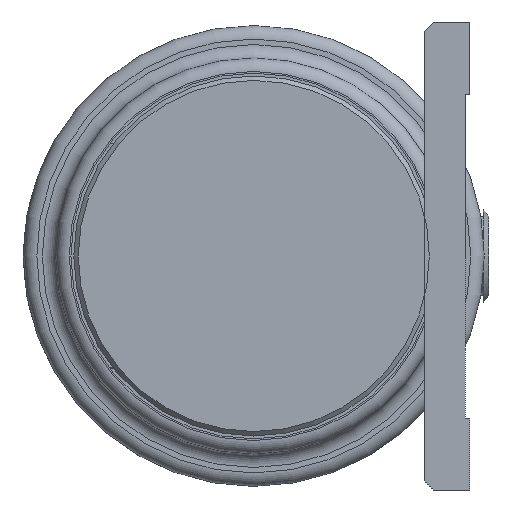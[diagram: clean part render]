
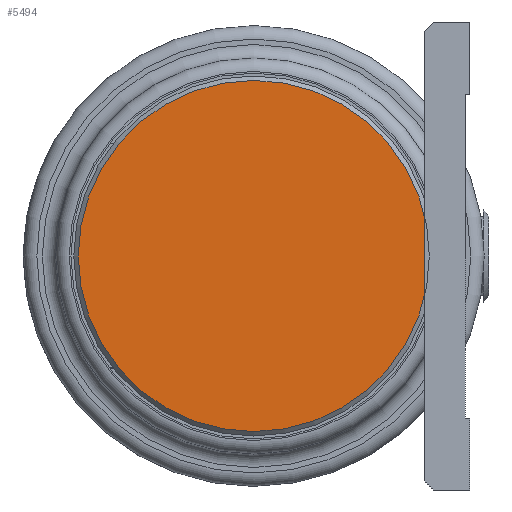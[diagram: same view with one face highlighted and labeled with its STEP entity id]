
A CAD part, left-side view. The second image highlights one B-rep face of the part: STEP entity #5494.
In plain terms, the highlighted planar face has unit normal (-1, 0, 0).
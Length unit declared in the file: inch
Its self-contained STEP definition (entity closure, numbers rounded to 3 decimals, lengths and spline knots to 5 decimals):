
#414=CIRCLE('',#6056,2.438);
#728=FACE_OUTER_BOUND('',#1064,.T.);
#1064=EDGE_LOOP('',(#4975));
#2678=VERTEX_POINT('',#9307);
#3444=EDGE_CURVE('',#2678,#2678,#414,.T.);
#4975=ORIENTED_EDGE('',*,*,#3444,.F.);
#5204=PLANE('',#6058);
#5494=ADVANCED_FACE('',(#728),#5204,.T.);
#6056=AXIS2_PLACEMENT_3D('',#9308,#7551,#7552);
#6058=AXIS2_PLACEMENT_3D('',#9311,#7555,#7556);
#7551=DIRECTION('center_axis',(1.,0.,0.));
#7552=DIRECTION('ref_axis',(0.,-1.,0.));
#7555=DIRECTION('center_axis',(-1.,0.,0.));
#7556=DIRECTION('ref_axis',(0.,0.,1.));
#9307=CARTESIAN_POINT('',(-0.888,2.438,0.));
#9308=CARTESIAN_POINT('Origin',(-0.888,0.,
0.));
#9311=CARTESIAN_POINT('Origin',(-0.888,1.25,0.));
